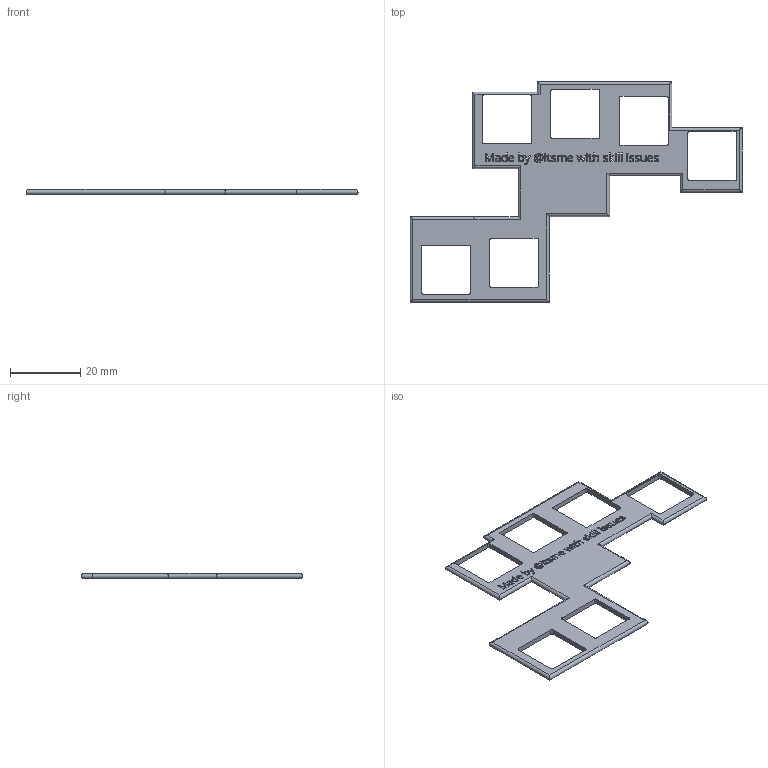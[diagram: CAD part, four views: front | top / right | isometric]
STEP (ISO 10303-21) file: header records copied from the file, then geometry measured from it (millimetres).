
FILE_DESCRIPTION(/* description */ ('STEP AP242','CAx-IF Rec.Pracs.---Representation and Presentation of Product Manufacturing Information (PMI)---4.0---2014-10-13','CAx-IF Rec.Pracs.---3D Tessellated Geometry---0.4---2014-09-14','2;1'),/* implementation_level */ '2;1');
FILE_NAME(/* name */ '6842408d14ed4644c916439d',/* time_stamp */ '2025-06-06T01:12:47Z',/* author */ (''),/* organization */ (''),/* preprocessor_version */ 'ST-DEVELOPER v20',/* originating_system */ 'ONSHAPE BY PTC INC, 1.198',/* authorisation */ ' ');
FILE_SCHEMA (('AP242_MANAGED_MODEL_BASED_3D_ENGINEERING_MIM_LF { 1 0 10303 442 1 1 4 }'));
Length unit declared in the file: metre
Products named in the file (8): Part 1; Part 5; Part 6; Part 3; Part 2; Part 4; Part 7; Part 8
Bounding box: 94.83 x 62.99 x 1.5 mm (x, y, z)
Volume: 2737 mm3; surface area: 4956.2 mm2
Topology: 8 solids, 8 shells, 613 faces, 1797 edges, 1198 vertices
Faces by surface type: plane 224, bspline 196, cylinder 193
Entity records: 21412 total; most frequent: CARTESIAN_POINT 5792, ORIENTED_EDGE 3594, DIRECTION 2613, EDGE_CURVE 1797, VERTEX_POINT 1198, LINE 1035, VECTOR 1035, AXIS2_PLACEMENT_3D 789
